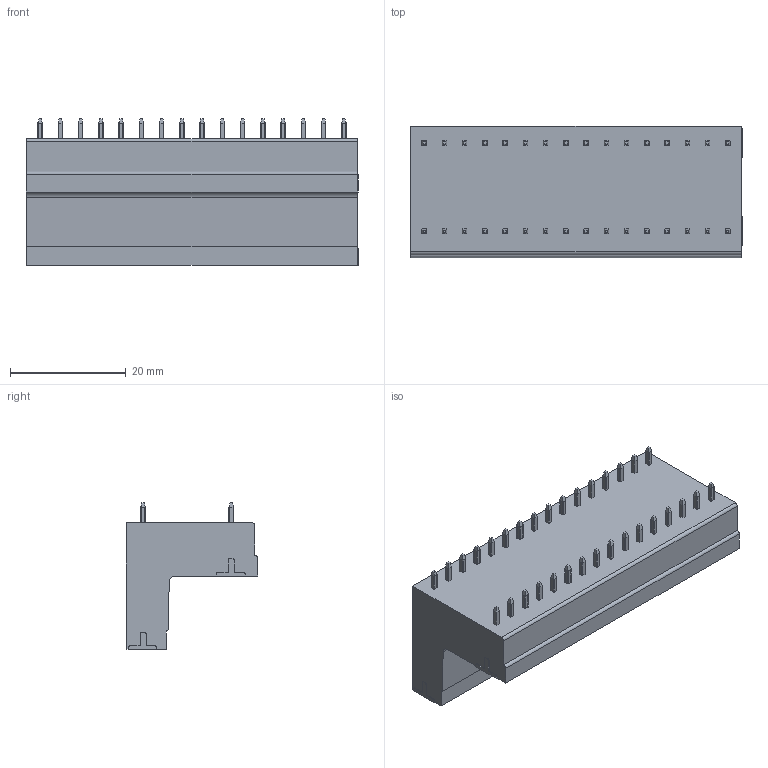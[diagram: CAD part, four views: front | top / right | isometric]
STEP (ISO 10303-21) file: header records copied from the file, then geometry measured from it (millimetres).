
FILE_DESCRIPTION((''),'2;1');
FILE_NAME('TLPHDC-005V-XXP','2024-08-08T13:54:14',('tluser'),(''),'CREO PARAMETRIC BY PTC INC, 2018100','CREO PARAMETRIC BY PTC INC, 2018100','');
FILE_SCHEMA(('CONFIG_CONTROL_DESIGN'));
Products named in the file (1): TLPHDC-005V-XXP
Bounding box: 57.4 x 22.7 x 25.4 mm (x, y, z)
Volume: 13494.9 mm3; surface area: 12053.7 mm2
Topology: 1 solids, 1 shells, 2590 faces, 7156 edges, 4696 vertices
Faces by surface type: plane 1739, cylinder 627, cone 160, torus 64
Entity records: 82416 total; most frequent: CARTESIAN_POINT 16154, ORIENTED_EDGE 14312, DIRECTION 13110, EDGE_CURVE 7156, VECTOR 5230, LINE 5230, VERTEX_POINT 4696, AXIS2_PLACEMENT_3D 3940
